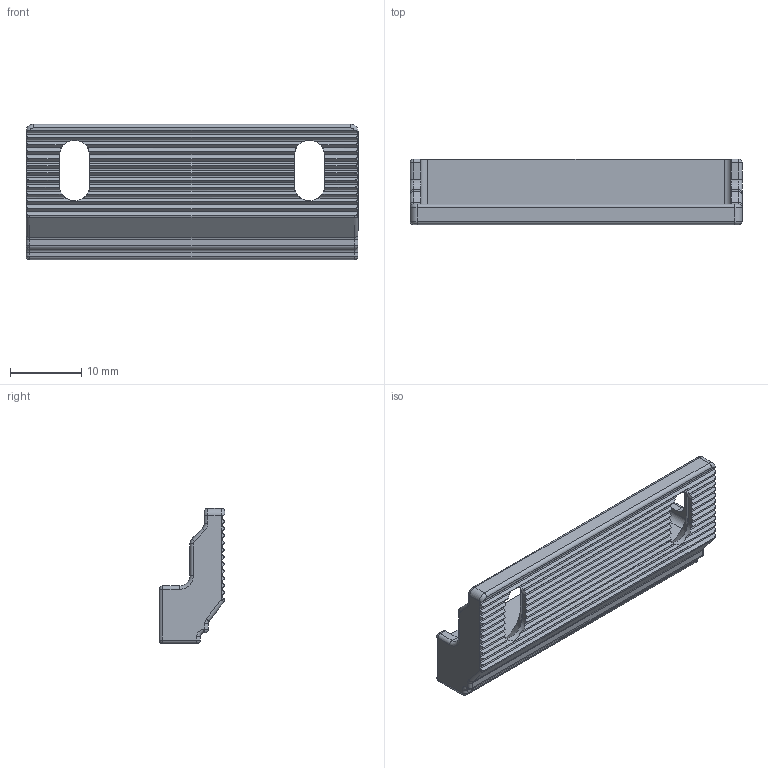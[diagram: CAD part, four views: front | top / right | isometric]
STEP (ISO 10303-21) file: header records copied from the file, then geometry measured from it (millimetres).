
FILE_DESCRIPTION (( 'STEP AP214' ), '1' );
FILE_NAME ('SW-05121.STEP', '2021-07-01T14:55:46', ( 'ALPHANOV' ), ( 'ALPHANOV' ), 'SwSTEP 2.0', 'SolidWorks 2020', '' );
FILE_SCHEMA (( 'AUTOMOTIVE_DESIGN' ));
Length unit declared in the file: millimetre
Products named in the file (1): SW-05121
Bounding box: 46.66 x 9.23 x 19 mm (x, y, z)
Volume: 3602.3 mm3; surface area: 2843.9 mm2
Topology: 1 solids, 1 shells, 187 faces, 504 edges, 307 vertices
Faces by surface type: plane 84, cylinder 75, torus 14, sphere 10, cone 4
Entity records: 5880 total; most frequent: CARTESIAN_POINT 1466, ORIENTED_EDGE 988, DIRECTION 869, EDGE_CURVE 494, AXIS2_PLACEMENT_3D 314, VERTEX_POINT 307, VECTOR 241, LINE 241
